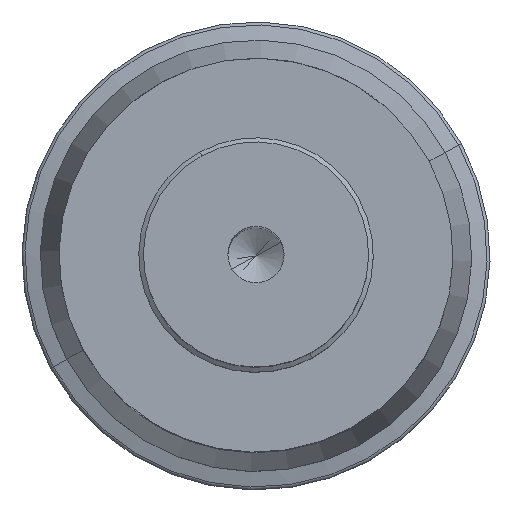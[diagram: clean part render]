
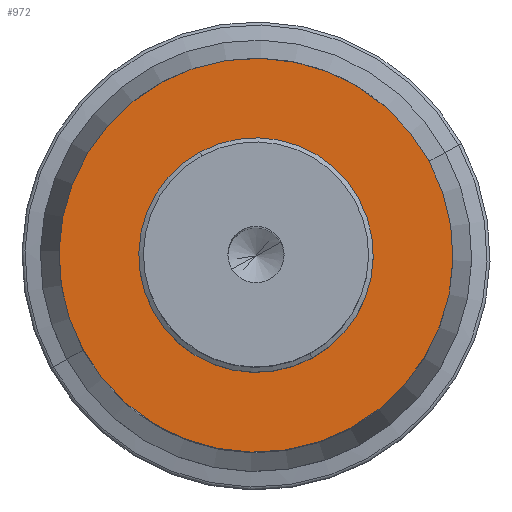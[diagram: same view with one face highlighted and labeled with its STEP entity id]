
A CAD part, top view. The second image highlights one B-rep face of the part: STEP entity #972.
In plain terms, the highlighted planar face has unit normal (0, 0, 1).
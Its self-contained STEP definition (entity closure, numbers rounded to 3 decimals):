
#767=AXIS2_PLACEMENT_3D('Circle Axis2P3D',#765,#766,$) ;
#919=AXIS2_PLACEMENT_3D('Circle Axis2P3D',#917,#918,$) ;
#948=AXIS2_PLACEMENT_3D('Plane Axis2P3D',#945,#946,#947) ;
#956=AXIS2_PLACEMENT_3D('Circle Axis2P3D',#954,#955,$) ;
#965=AXIS2_PLACEMENT_3D('Circle Axis2P3D',#963,#964,$) ;
#765=CARTESIAN_POINT('Axis2P3D Location',(0.,0.,34.95)) ;
#769=CARTESIAN_POINT('Vertex',(9.215,5.034,34.95)) ;
#771=CARTESIAN_POINT('Vertex',(-9.215,-5.034,34.95)) ;
#917=CARTESIAN_POINT('Axis2P3D Location',(0.,0.,34.95)) ;
#945=CARTESIAN_POINT('Axis2P3D Location',(0.,7.521,34.95)) ;
#954=CARTESIAN_POINT('Axis2P3D Location',(0.,0.,34.95)) ;
#958=CARTESIAN_POINT('Vertex',(2.996,-5.485,34.95)) ;
#960=CARTESIAN_POINT('Vertex',(-2.996,5.485,34.95)) ;
#963=CARTESIAN_POINT('Axis2P3D Location',(0.,0.,34.95)) ;
#766=DIRECTION('Axis2P3D Direction',(0.,0.,1.)) ;
#918=DIRECTION('Axis2P3D Direction',(0.,0.,1.)) ;
#946=DIRECTION('Axis2P3D Direction',(0.,0.,1.)) ;
#947=DIRECTION('Axis2P3D XDirection',(1.,0.,0.)) ;
#955=DIRECTION('Axis2P3D Direction',(0.,0.,1.)) ;
#964=DIRECTION('Axis2P3D Direction',(0.,0.,1.)) ;
#951=ORIENTED_EDGE('',*,*,#921,.F.) ;
#952=ORIENTED_EDGE('',*,*,#773,.F.) ;
#969=ORIENTED_EDGE('',*,*,#962,.T.) ;
#970=ORIENTED_EDGE('',*,*,#967,.T.) ;
#971=FACE_BOUND('',#968,.T.) ;
#972=ADVANCED_FACE('NOCUT',(#953,#971),#949,.T.) ;
#768=CIRCLE('generated circle',#767,10.5) ;
#920=CIRCLE('generated circle',#919,10.5) ;
#957=CIRCLE('generated circle',#956,6.25) ;
#966=CIRCLE('generated circle',#965,6.25) ;
#773=EDGE_CURVE('',#770,#772,#768,.F.) ;
#921=EDGE_CURVE('',#772,#770,#920,.F.) ;
#962=EDGE_CURVE('',#959,#961,#957,.F.) ;
#967=EDGE_CURVE('',#961,#959,#966,.F.) ;
#950=EDGE_LOOP('',(#951,#952)) ;
#968=EDGE_LOOP('',(#969,#970)) ;
#953=FACE_OUTER_BOUND('',#950,.T.) ;
#949=PLANE('',#948) ;
#770=VERTEX_POINT('',#769) ;
#772=VERTEX_POINT('',#771) ;
#959=VERTEX_POINT('',#958) ;
#961=VERTEX_POINT('',#960) ;
